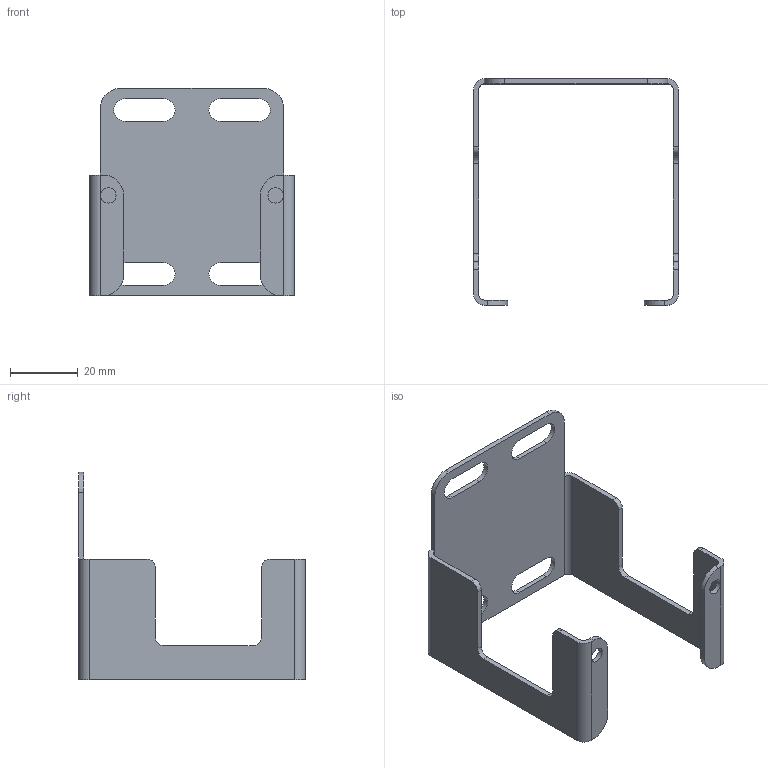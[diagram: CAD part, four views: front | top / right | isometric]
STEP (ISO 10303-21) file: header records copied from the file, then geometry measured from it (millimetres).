
FILE_DESCRIPTION (( 'STEP AP214' ), '1' );
FILE_NAME ('Norgren-4424-50.STEP', '2020-12-04T16:09:28', ( '' ), ( '' ), 'SwSTEP 2.0', 'SolidWorks 2020', '' );
FILE_SCHEMA (( 'AUTOMOTIVE_DESIGN' ));
Length unit declared in the file: millimetre
Products named in the file (2): Norgren-4424-50; 4424-50
Assembly tree (1 placements, depth 2):
  Norgren-4424-50
    4424-50
Bounding box: 60.2 x 66.6 x 61 mm (x, y, z)
Volume: 9721 mm3; surface area: 14175.7 mm2
Topology: 1 solids, 1 shells, 68 faces, 194 edges, 128 vertices
Faces by surface type: cylinder 34, plane 34
Entity records: 3072 total; most frequent: DIRECTION 406, CARTESIAN_POINT 394, ORIENTED_EDGE 388, EDGE_CURVE 194, AXIS2_PLACEMENT_3D 140, VERTEX_POINT 128, VECTOR 126, LINE 126
